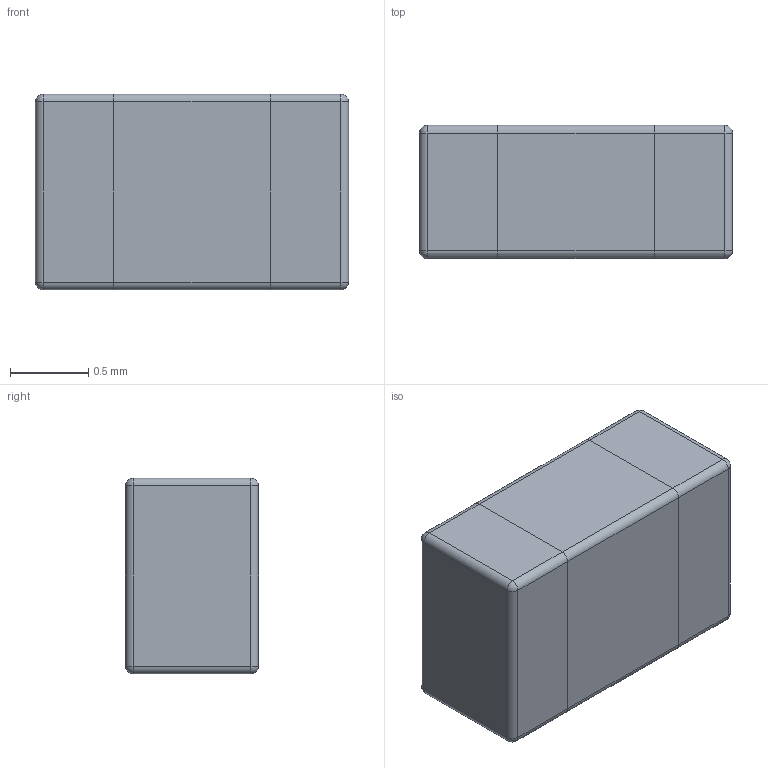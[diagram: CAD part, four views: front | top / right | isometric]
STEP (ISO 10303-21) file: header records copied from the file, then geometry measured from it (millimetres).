
FILE_DESCRIPTION (( 'STEP AP214' ), '1' );
FILE_NAME ('ABNTC-0805.STEP', '2013-09-25T07:53:49', ( '' ), ( '' ), 'SwSTEP 2.0', 'SolidWorks 2012', '' );
FILE_SCHEMA (( 'AUTOMOTIVE_DESIGN' ));
Length unit declared in the file: millimetre
Products named in the file (1): ABNTC-0805
Bounding box: 2 x 0.85 x 1.25 mm (x, y, z)
Volume: 2.1 mm3; surface area: 10.2 mm2
Topology: 1 solids, 1 shells, 170 faces, 421 edges, 262 vertices
Faces by surface type: plane 81, bspline 61, cylinder 20, sphere 8
Entity records: 8908 total; most frequent: CARTESIAN_POINT 5155, ORIENTED_EDGE 826, DIRECTION 543, EDGE_CURVE 413, VERTEX_POINT 262, VECTOR 259, LINE 259, EDGE_LOOP 187
